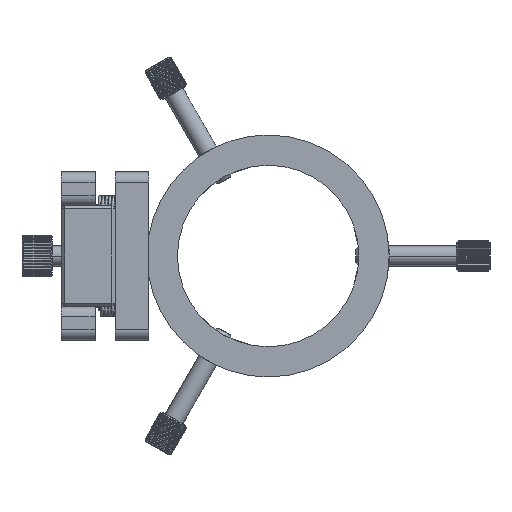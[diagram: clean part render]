
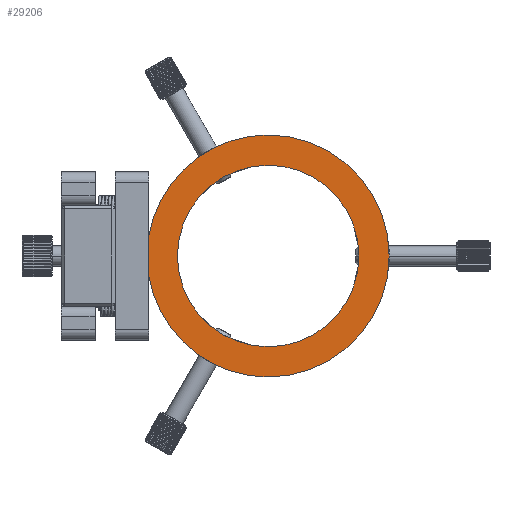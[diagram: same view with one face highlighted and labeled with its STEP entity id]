
A CAD part, left-side view. The second image highlights one B-rep face of the part: STEP entity #29206.
In plain terms, the highlighted planar face has unit normal (-1, 0, 0).
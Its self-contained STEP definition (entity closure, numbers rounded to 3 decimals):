
#712 = AXIS2_PLACEMENT_3D ( 'NONE', #45996, #4641, #31319 ) ;
#2323 = EDGE_CURVE ( 'NONE', #45982, #15437, #34460, .T. ) ;
#2401 = VERTEX_POINT ( 'NONE', #24474 ) ;
#2938 = DIRECTION ( 'NONE',  ( -1., 0., 0. ) ) ;
#3960 = CIRCLE ( 'NONE', #32514, 27. ) ;
#4635 = FACE_OUTER_BOUND ( 'NONE', #35996, .T. ) ;
#4641 = DIRECTION ( 'NONE',  ( -1., 0., 0. ) ) ;
#4878 = DIRECTION ( 'NONE',  ( 0., 0., -1. ) ) ;
#5047 = ORIENTED_EDGE ( 'NONE', *, *, #2323, .T. ) ;
#5388 = CIRCLE ( 'NONE', #712, 36. ) ;
#6225 = CARTESIAN_POINT ( 'NONE',  ( -103.633, -52.913, 0. ) ) ;
#7815 = AXIS2_PLACEMENT_3D ( 'NONE', #6225, #2938, #32596 ) ;
#8073 = AXIS2_PLACEMENT_3D ( 'NONE', #43204, #13206, #43389 ) ;
#8876 = CARTESIAN_POINT ( 'NONE',  ( -103.633, -52.913, -27. ) ) ;
#9214 = EDGE_CURVE ( 'NONE', #13801, #2401, #12828, .T. ) ;
#12828 = CIRCLE ( 'NONE', #8073, 27. ) ;
#12887 = ORIENTED_EDGE ( 'NONE', *, *, #9214, .F. ) ;
#13206 = DIRECTION ( 'NONE',  ( -1., 0., 0. ) ) ;
#13270 = DIRECTION ( 'NONE',  ( 0., 0., -1. ) ) ;
#13335 = ORIENTED_EDGE ( 'NONE', *, *, #47036, .T. ) ;
#13801 = VERTEX_POINT ( 'NONE', #8876 ) ;
#14413 = CARTESIAN_POINT ( 'NONE',  ( -103.633, -17.413, 5.979 ) ) ;
#15437 = VERTEX_POINT ( 'NONE', #19629 ) ;
#18047 = DIRECTION ( 'NONE',  ( 0., 0., -1. ) ) ;
#19034 = VERTEX_POINT ( 'NONE', #47371 ) ;
#19629 = CARTESIAN_POINT ( 'NONE',  ( -103.633, -17.413, -5.979 ) ) ;
#21707 = PLANE ( 'NONE',  #7815 ) ;
#24474 = CARTESIAN_POINT ( 'NONE',  ( -103.633, -52.913, 27. ) ) ;
#27085 = ORIENTED_EDGE ( 'NONE', *, *, #47798, .T. ) ;
#27446 = DIRECTION ( 'NONE',  ( -1., 0., 0. ) ) ;
#28804 = CARTESIAN_POINT ( 'NONE',  ( -103.633, -52.913, 36. ) ) ;
#29206 = ADVANCED_FACE ( 'NONE', ( #4635, #31154 ), #21707, .T. ) ;
#29433 = EDGE_LOOP ( 'NONE', ( #38740, #12887 ) ) ;
#30053 = AXIS2_PLACEMENT_3D ( 'NONE', #35861, #32240, #13270 ) ;
#31154 = FACE_BOUND ( 'NONE', #29433, .T. ) ;
#31319 = DIRECTION ( 'NONE',  ( 0., 0., -1. ) ) ;
#31436 = CIRCLE ( 'NONE', #44212, 36. ) ;
#31705 = DIRECTION ( 'NONE',  ( 0., 0., -1. ) ) ;
#32240 = DIRECTION ( 'NONE',  ( -1., 0., 0. ) ) ;
#32514 = AXIS2_PLACEMENT_3D ( 'NONE', #33077, #36862, #18047 ) ;
#32596 = DIRECTION ( 'NONE',  ( 0., 0., -1. ) ) ;
#33077 = CARTESIAN_POINT ( 'NONE',  ( -103.633, -52.913, 0. ) ) ;
#34460 = LINE ( 'NONE', #42269, #41502 ) ;
#35024 = CARTESIAN_POINT ( 'NONE',  ( -103.633, -52.913, 0. ) ) ;
#35861 = CARTESIAN_POINT ( 'NONE',  ( -103.633, -52.913, 0. ) ) ;
#35996 = EDGE_LOOP ( 'NONE', ( #27085, #48780, #13335, #5047 ) ) ;
#36862 = DIRECTION ( 'NONE',  ( -1., 0., 0. ) ) ;
#38740 = ORIENTED_EDGE ( 'NONE', *, *, #44652, .F. ) ;
#39366 = VERTEX_POINT ( 'NONE', #28804 ) ;
#41502 = VECTOR ( 'NONE', #4878, 1000. ) ;
#42269 = CARTESIAN_POINT ( 'NONE',  ( -103.633, -17.413, 5.979 ) ) ;
#43023 = CIRCLE ( 'NONE', #30053, 36. ) ;
#43204 = CARTESIAN_POINT ( 'NONE',  ( -103.633, -52.913, 0. ) ) ;
#43389 = DIRECTION ( 'NONE',  ( 0., 0., -1. ) ) ;
#44212 = AXIS2_PLACEMENT_3D ( 'NONE', #35024, #27446, #31705 ) ;
#44652 = EDGE_CURVE ( 'NONE', #2401, #13801, #3960, .T. ) ;
#45057 = EDGE_CURVE ( 'NONE', #19034, #39366, #31436, .T. ) ;
#45982 = VERTEX_POINT ( 'NONE', #14413 ) ;
#45996 = CARTESIAN_POINT ( 'NONE',  ( -103.633, -52.913, 0. ) ) ;
#47036 = EDGE_CURVE ( 'NONE', #39366, #45982, #5388, .T. ) ;
#47371 = CARTESIAN_POINT ( 'NONE',  ( -103.633, -52.913, -36. ) ) ;
#47798 = EDGE_CURVE ( 'NONE', #15437, #19034, #43023, .T. ) ;
#48780 = ORIENTED_EDGE ( 'NONE', *, *, #45057, .T. ) ;
